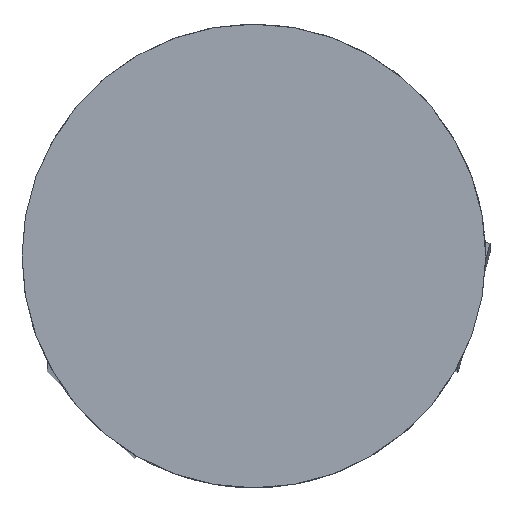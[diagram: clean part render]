
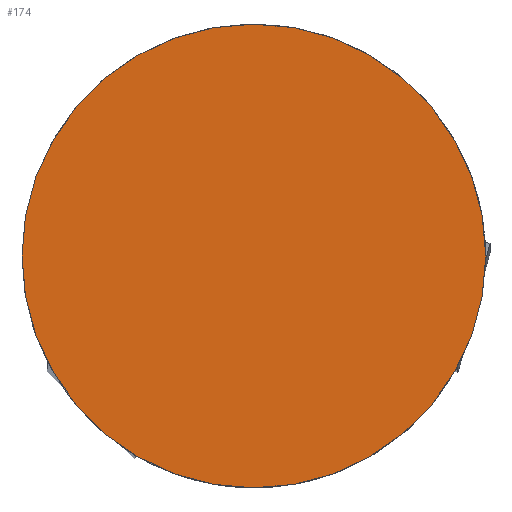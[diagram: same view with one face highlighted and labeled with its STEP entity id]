
A CAD part, top view. The second image highlights one B-rep face of the part: STEP entity #174.
In plain terms, the highlighted planar face has unit normal (0, 0, 1).
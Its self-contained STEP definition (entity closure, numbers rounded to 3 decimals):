
#5 = DIRECTION ( 'NONE',  ( 0., 0., 1. ) ) ;
#55 = DIRECTION ( 'NONE',  ( 0., 0., 1. ) ) ;
#59 = DIRECTION ( 'NONE',  ( 1., 0., 0. ) ) ;
#84 = DIRECTION ( 'NONE',  ( 0., 0., 1. ) ) ;
#152 = VERTEX_POINT ( 'NONE', #620 ) ;
#170 = ORIENTED_EDGE ( 'NONE', *, *, #553, .T. ) ;
#174 = ADVANCED_FACE ( 'NONE', ( #317 ), #567, .T. ) ;
#285 = AXIS2_PLACEMENT_3D ( 'NONE', #307, #5, #59 ) ;
#307 = CARTESIAN_POINT ( 'NONE',  ( 15.412, 25.021, 705. ) ) ;
#317 = FACE_OUTER_BOUND ( 'NONE', #373, .T. ) ;
#336 = ORIENTED_EDGE ( 'NONE', *, *, #460, .T. ) ;
#344 = VERTEX_POINT ( 'NONE', #349 ) ;
#349 = CARTESIAN_POINT ( 'NONE',  ( -14.588, 25.021, 705. ) ) ;
#352 = AXIS2_PLACEMENT_3D ( 'NONE', #641, #84, #534 ) ;
#363 = DIRECTION ( 'NONE',  ( 1., 0., 0. ) ) ;
#373 = EDGE_LOOP ( 'NONE', ( #336, #170 ) ) ;
#422 = CIRCLE ( 'NONE', #352, 30. ) ;
#460 = EDGE_CURVE ( 'NONE', #344, #152, #579, .T. ) ;
#518 = CARTESIAN_POINT ( 'NONE',  ( 15.412, 25.021, 705. ) ) ;
#534 = DIRECTION ( 'NONE',  ( 1., 0., 0. ) ) ;
#553 = EDGE_CURVE ( 'NONE', #152, #344, #422, .T. ) ;
#567 = PLANE ( 'NONE',  #285 ) ;
#573 = AXIS2_PLACEMENT_3D ( 'NONE', #518, #55, #363 ) ;
#579 = CIRCLE ( 'NONE', #573, 30. ) ;
#620 = CARTESIAN_POINT ( 'NONE',  ( 45.412, 25.021, 705. ) ) ;
#641 = CARTESIAN_POINT ( 'NONE',  ( 15.412, 25.021, 705. ) ) ;
